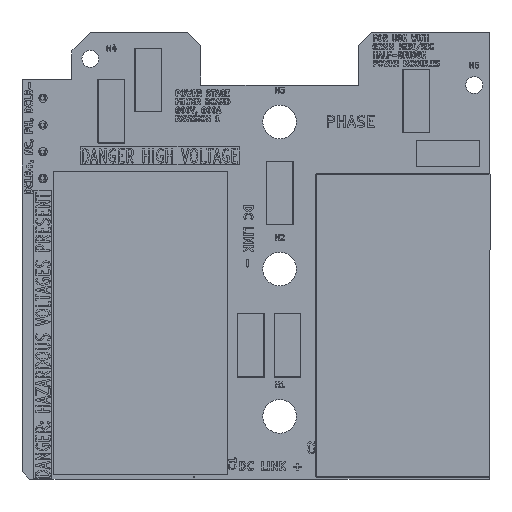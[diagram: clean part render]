
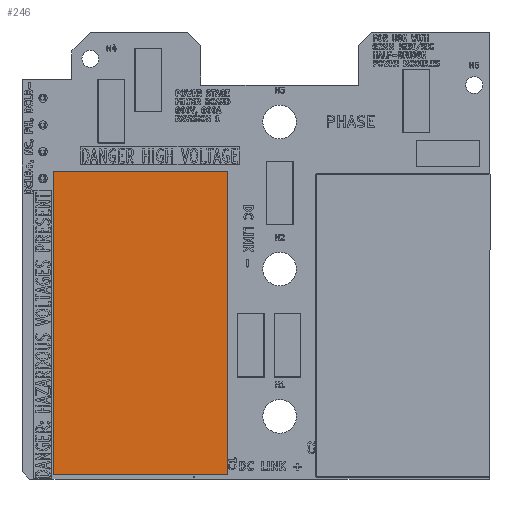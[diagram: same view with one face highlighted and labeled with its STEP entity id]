
A CAD part, top view. The second image highlights one B-rep face of the part: STEP entity #246.
In plain terms, the highlighted planar face has unit normal (0, 0, 1).
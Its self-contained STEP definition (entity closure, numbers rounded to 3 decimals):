
#117 = VERTEX_POINT('',#118);
#118 = CARTESIAN_POINT('',(-2.5,26.65,15.));
#124 = EDGE_CURVE('',#117,#125,#127,.T.);
#125 = VERTEX_POINT('',#126);
#126 = CARTESIAN_POINT('',(55.,26.65,15.));
#127 = LINE('',#128,#129);
#128 = CARTESIAN_POINT('',(-2.5,26.65,15.));
#129 = VECTOR('',#130,1.);
#130 = DIRECTION('',(1.,0.,0.));
#155 = EDGE_CURVE('',#125,#156,#158,.T.);
#156 = VERTEX_POINT('',#157);
#157 = CARTESIAN_POINT('',(55.,-6.35,15.));
#158 = LINE('',#159,#160);
#159 = CARTESIAN_POINT('',(55.,26.65,15.));
#160 = VECTOR('',#161,1.);
#161 = DIRECTION('',(0.,-1.,0.));
#186 = EDGE_CURVE('',#156,#187,#189,.T.);
#187 = VERTEX_POINT('',#188);
#188 = CARTESIAN_POINT('',(-2.5,-6.35,15.));
#189 = LINE('',#190,#191);
#190 = CARTESIAN_POINT('',(55.,-6.35,15.));
#191 = VECTOR('',#192,1.);
#192 = DIRECTION('',(-1.,0.,0.));
#217 = EDGE_CURVE('',#187,#117,#218,.T.);
#218 = LINE('',#219,#220);
#219 = CARTESIAN_POINT('',(-2.5,-6.35,15.));
#220 = VECTOR('',#221,1.);
#221 = DIRECTION('',(0.,1.,0.));
#246 = ADVANCED_FACE('',(#247),#253,.F.);
#247 = FACE_BOUND('',#248,.F.);
#248 = EDGE_LOOP('',(#249,#250,#251,#252));
#249 = ORIENTED_EDGE('',*,*,#124,.T.);
#250 = ORIENTED_EDGE('',*,*,#155,.T.);
#251 = ORIENTED_EDGE('',*,*,#186,.T.);
#252 = ORIENTED_EDGE('',*,*,#217,.T.);
#253 = PLANE('',#254);
#254 = AXIS2_PLACEMENT_3D('',#255,#256,#257);
#255 = CARTESIAN_POINT('',(26.25,10.15,15.));
#256 = DIRECTION('',(-0.,-0.,-1.));
#257 = DIRECTION('',(-1.,0.,0.));
